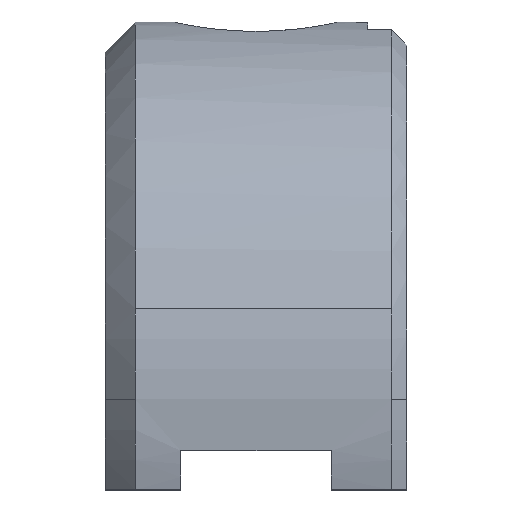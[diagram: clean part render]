
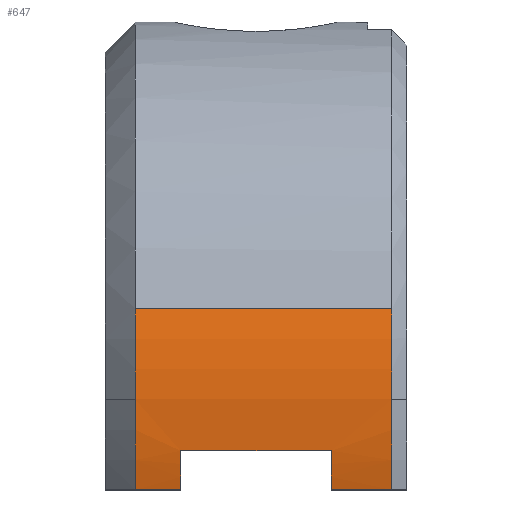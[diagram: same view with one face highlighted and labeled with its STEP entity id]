
A CAD part, left-side view. The second image highlights one B-rep face of the part: STEP entity #647.
In plain terms, the highlighted cylindrical face has radius 25 mm (diameter 50 mm), a partial arc.
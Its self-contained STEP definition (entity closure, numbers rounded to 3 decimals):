
#275=VERTEX_POINT('',#723);
#323=VERTEX_POINT('',#774);
#377=EDGE_CURVE('',#547,#653,#834,.T.);
#391=VERTEX_POINT('',#850);
#393=EDGE_CURVE('',#653,#477,#852,.T.);
#453=VERTEX_POINT('',#918);
#457=EDGE_CURVE('',#477,#391,#922,.T.);
#459=EDGE_CURVE('',#601,#275,#924,.T.);
#467=VERTEX_POINT('',#933);
#477=VERTEX_POINT('',#943);
#483=EDGE_CURVE('',#453,#601,#949,.T.);
#543=EDGE_CURVE('',#323,#547,#1019,.T.);
#547=VERTEX_POINT('',#1023);
#581=EDGE_CURVE('',#391,#453,#1065,.T.);
#595=EDGE_CURVE('',#275,#467,#1079,.T.);
#601=VERTEX_POINT('',#1085);
#607=EDGE_CURVE('',#467,#637,#1091,.T.);
#613=EDGE_CURVE('',#637,#323,#1097,.T.);
#637=VERTEX_POINT('',#1122);
#647=ADVANCED_FACE('',(#1135),#1136,.T.);
#653=VERTEX_POINT('',#1143);
#723=CARTESIAN_POINT('',(-24.269,8.,0.0));
#774=CARTESIAN_POINT('',(-24.768,-5.0,2.6));
#834=LINE('',#1397,#1398);
#850=CARTESIAN_POINT('',(-24.269,-9.,12.));
#852=CIRCLE('',#1419,25.0);
#918=CARTESIAN_POINT('',(-24.269,8.,12.));
#922=CIRCLE('',#1560,25.0);
#924=CIRCLE('',#1563,25.0);
#933=CARTESIAN_POINT('',(-24.269,5.0,0.));
#943=CARTESIAN_POINT('',(-25.0,-9.,6.));
#949=CIRCLE('',#1593,25.0);
#1019=CIRCLE('',#1725,25.0);
#1023=CARTESIAN_POINT('',(-24.269,-5.0,0.));
#1065=LINE('',#1781,#1782);
#1079=LINE('',#1837,#1838);
#1085=CARTESIAN_POINT('',(-25.0,8.,6.));
#1091=CIRCLE('',#1857,25.0);
#1097=LINE('',#1868,#1869);
#1122=CARTESIAN_POINT('',(-24.768,5.0,2.6));
#1135=FACE_OUTER_BOUND('',#1952,.T.);
#1136=CYLINDRICAL_SURFACE('',#1953,25.0);
#1143=CARTESIAN_POINT('',(-24.269,-9.,0.0));
#1397=CARTESIAN_POINT('',(-24.269,10.0,0.));
#1398=VECTOR('',#2145,1.0);
#1419=AXIS2_PLACEMENT_3D('',#2168,#2169,#2170);
#1560=AXIS2_PLACEMENT_3D('',#2238,#2239,#2240);
#1563=AXIS2_PLACEMENT_3D('',#2241,#2242,#2243);
#1593=AXIS2_PLACEMENT_3D('',#2259,#2260,#2261);
#1725=AXIS2_PLACEMENT_3D('',#2348,#2349,#2350);
#1781=CARTESIAN_POINT('',(-24.269,-0.5,12.));
#1782=VECTOR('',#2435,1.0);
#1837=CARTESIAN_POINT('',(-24.269,10.0,0.));
#1838=VECTOR('',#2440,1.0);
#1857=AXIS2_PLACEMENT_3D('',#2444,#2445,#2446);
#1868=CARTESIAN_POINT('',(-24.768,10.0,2.6));
#1869=VECTOR('',#2449,1.0);
#1952=EDGE_LOOP('',(#2495,#2496,#2497,#2498,#2499,#2500,#2501,#2502,#2503,#2504));
#1953=AXIS2_PLACEMENT_3D('',#2505,#2506,#2507);
#2145=DIRECTION('',(0.0,-1.0,0.0));
#2168=CARTESIAN_POINT('',(0.,-9.,6.));
#2169=DIRECTION('',(0.0,1.0,0.0));
#2170=DIRECTION('',(0.971,0.0,-0.24));
#2238=CARTESIAN_POINT('',(0.,-9.,6.));
#2239=DIRECTION('',(0.0,1.0,0.0));
#2240=DIRECTION('',(0.971,0.0,-0.24));
#2241=CARTESIAN_POINT('',(0.,8.,6.));
#2242=DIRECTION('',(0.0,-1.0,0.0));
#2243=DIRECTION('',(0.971,0.0,-0.24));
#2259=CARTESIAN_POINT('',(0.,8.,6.));
#2260=DIRECTION('',(0.0,-1.0,0.0));
#2261=DIRECTION('',(0.971,0.0,-0.24));
#2348=CARTESIAN_POINT('',(0.,-5.0,6.));
#2349=DIRECTION('',(0.0,-1.0,0.));
#2350=DIRECTION('',(0.971,0.,-0.24));
#2435=DIRECTION('',(-0.0,1.0,-0.0));
#2440=DIRECTION('',(0.0,-1.0,0.0));
#2444=CARTESIAN_POINT('',(0.,5.0,6.));
#2445=DIRECTION('',(0.0,1.0,0.));
#2446=DIRECTION('',(0.971,0.,-0.24));
#2449=DIRECTION('',(0.0,-1.0,0.0));
#2495=ORIENTED_EDGE('',*,*,#581,.T.);
#2496=ORIENTED_EDGE('',*,*,#483,.T.);
#2497=ORIENTED_EDGE('',*,*,#459,.T.);
#2498=ORIENTED_EDGE('',*,*,#595,.T.);
#2499=ORIENTED_EDGE('',*,*,#607,.T.);
#2500=ORIENTED_EDGE('',*,*,#613,.T.);
#2501=ORIENTED_EDGE('',*,*,#543,.T.);
#2502=ORIENTED_EDGE('',*,*,#377,.T.);
#2503=ORIENTED_EDGE('',*,*,#393,.T.);
#2504=ORIENTED_EDGE('',*,*,#457,.T.);
#2505=CARTESIAN_POINT('',(0.,10.0,6.));
#2506=DIRECTION('',(-0.0,1.0,-0.0));
#2507=DIRECTION('',(0.971,0.0,-0.24));
